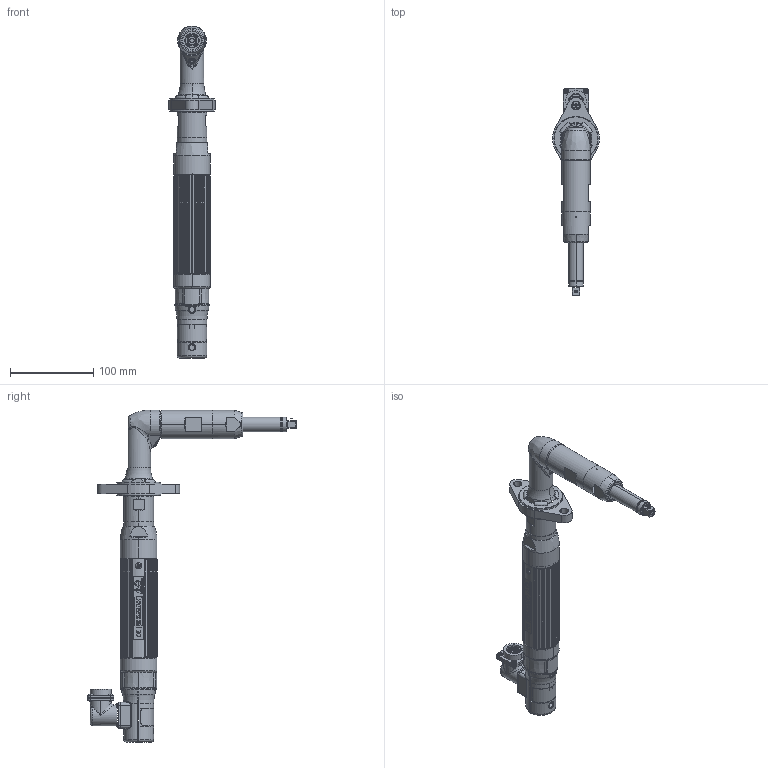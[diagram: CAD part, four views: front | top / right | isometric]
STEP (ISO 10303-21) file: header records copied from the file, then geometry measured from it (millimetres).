
FILE_DESCRIPTION((''),'2;1');
FILE_NAME('EB33MA18F2-48','2020-04-23T13:46:56',('CEG0317'),(''),'CREO PARAMETRIC BY PTC INC, 2017380','CREO PARAMETRIC BY PTC INC, 2017380','');
FILE_SCHEMA(('CONFIG_CONTROL_DESIGN'));
Length unit declared in the file: inch
Products named in the file (1): EB33MA18F2-48
Bounding box: 56.36 x 250.82 x 399.94 mm (x, y, z)
Surface area: 100572 mm2 (no closed solid volume)
Topology: 0 solids, 122 shells, 481 faces, 2827 edges, 2371 vertices
Faces by surface type: cylinder 184, plane 162, bspline 50, torus 46, cone 37, extrusion 2
Entity records: 33347 total; most frequent: CARTESIAN_POINT 12830, DIRECTION 3982, ORIENTED_EDGE 3558, EDGE_CURVE 2827, VERTEX_POINT 2371, VECTOR 1492, LINE 1490, AXIS2_PLACEMENT_3D 1245
